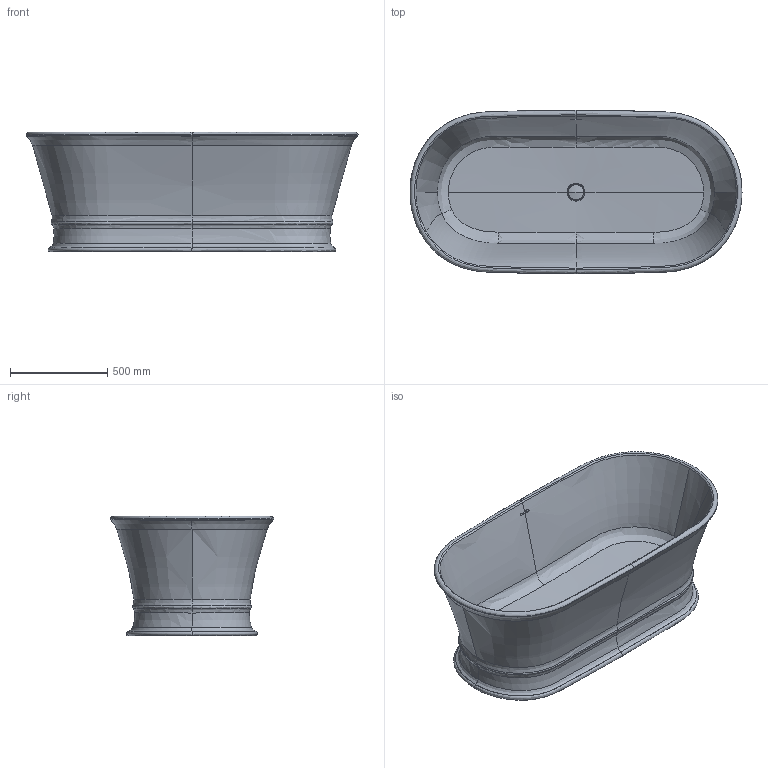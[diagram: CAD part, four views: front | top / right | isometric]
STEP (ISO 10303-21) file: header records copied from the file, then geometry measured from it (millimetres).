
FILE_DESCRIPTION(/* description */ (''),/* implementation_level */ '2;1');
FILE_NAME(/* name */ 'FIORELLA 170x84',/* time_stamp */ '2023-03-23T11:22:17+01:00',/* author */ (''),/* organization */ (''),/* preprocessor_version */ 'ST-DEVELOPER v16.5',/* originating_system */ 'Rhino 7.28',/* authorisation */ '');
FILE_SCHEMA (('CONFIG_CONTROL_DESIGN'));
Length unit declared in the file: millimetre
Products named in the file (1): Document
Bounding box: 1703.56 x 838.69 x 615.15 mm (x, y, z)
Volume: 378100.9 mm3; surface area: 8532748.7 mm2
Topology: 2 solids, 5 shells, 245 faces, 602 edges, 346 vertices
Faces by surface type: bspline 210, cylinder 20, plane 15
Entity records: 113934 total; most frequent: CARTESIAN_POINT 110454, ORIENTED_EDGE 1133, EDGE_CURVE 592, B_SPLINE_CURVE_WITH_KNOTS 400, VERTEX_POINT 346, EDGE_LOOP 256, ADVANCED_FACE 245, FACE_OUTER_BOUND 245
